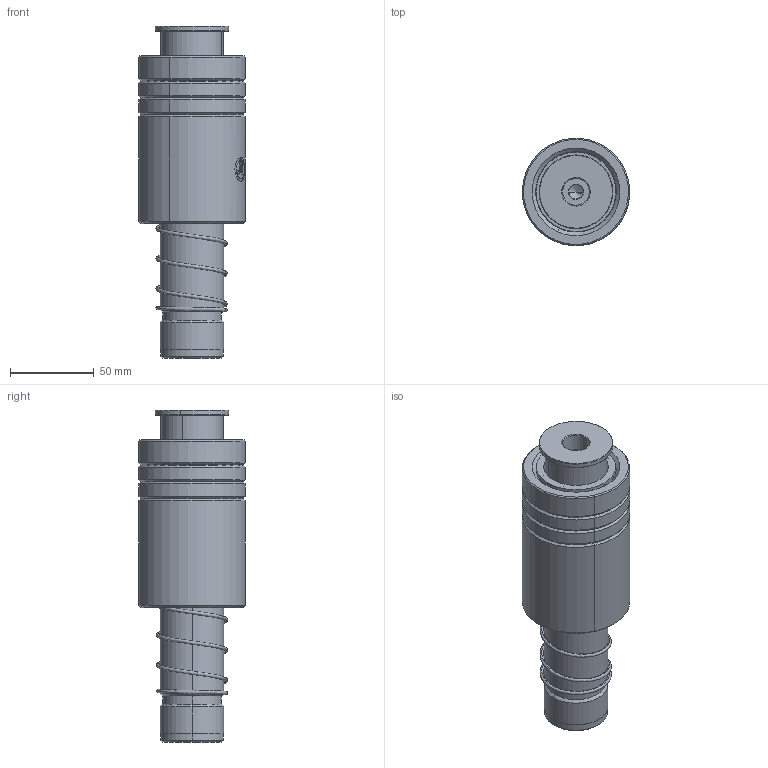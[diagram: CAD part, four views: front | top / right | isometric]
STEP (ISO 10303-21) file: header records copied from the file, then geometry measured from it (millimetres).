
FILE_DESCRIPTION (( 'STEP AP214' ), '1' );
FILE_NAME ('EKS EKJ-D38-L170(BL-100).STEP', '2021-09-27T01:07:43', ( '' ), ( '' ), 'SwSTEP 2.0', 'SolidWorks 2016', '' );
FILE_SCHEMA (( 'AUTOMOTIVE_DESIGN' ));
Length unit declared in the file: millimetre
Products named in the file (191): BALL-D5; BJ-D47.5-38.5-L90; TBB-D64-d48-L100; HWP-D42.5-d38.5-L60; GTK-D44-d37; BJ BS-47.5-38.5-L90郪蚾; MGK-D38-L170; EKS EKJ-D38-L170(BL-100)
Assembly tree (185 placements, depth 3):
  BALL-D5
  BALL-D5
  BALL-D5
  BALL-D5
  BALL-D5
Bounding box: 63.81 x 63.81 x 198 mm (x, y, z)
Volume: 410440.1 mm3; surface area: 124220.5 mm2
Topology: 181 solids, 181 shells, 837 faces, 3485 edges, 2307 vertices
Faces by surface type: sphere 704, cone 42, cylinder 38, plane 21, torus 18, bspline 14
Entity records: 41231 total; most frequent: CARTESIAN_POINT 21850, ORIENTED_EDGE 2732, DIRECTION 2428, EDGE_CURVE 1366, AXIS2_PLACEMENT_3D 1164, VERTEX_POINT 887, EDGE_LOOP 841, B_SPLINE_CURVE_WITH_KNOTS 769
